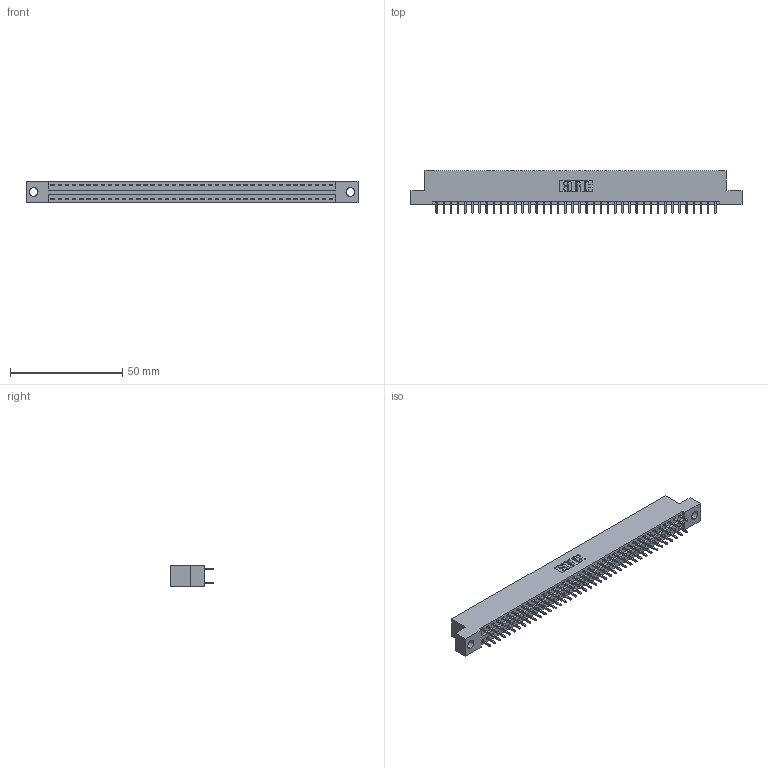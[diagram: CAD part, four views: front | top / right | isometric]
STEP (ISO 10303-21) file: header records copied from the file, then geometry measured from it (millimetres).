
FILE_DESCRIPTION (( 'STEP AP203' ), '1' );
FILE_NAME ('346-080-521-204.STEP', '2022-05-25T15:23:22', ( '' ), ( '' ), 'SwSTEP 2.0', 'SolidWorks 2020', '' );
FILE_SCHEMA (( 'CONFIG_CONTROL_DESIGN' ));
Length unit declared in the file: inch
Products named in the file (3): 345-292-001_345-293-121; 346-080-521-204; 346 Part_Flush Mounting Lugs - 0.156 Dia-TH
Assembly tree (81 placements, depth 2):
  346-080-521-204
    346 Part_Flush Mounting Lugs - 0.156 Dia-TH
    345-292-001_345-293-121  x80
Bounding box: 147.57 x 19.05 x 9.4 mm (x, y, z)
Volume: 14236.2 mm3; surface area: 19165.1 mm2
Topology: 81 solids, 81 shells, 4296 faces, 12765 edges, 8402 vertices
Faces by surface type: plane 2890, cylinder 1406
Entity records: 26811 total; most frequent: CARTESIAN_POINT 4426, ORIENTED_EDGE 4358, DIRECTION 3951, EDGE_CURVE 2179, LINE 1887, VECTOR 1887, VERTEX_POINT 1450, AXIS2_PLACEMENT_3D 1032
